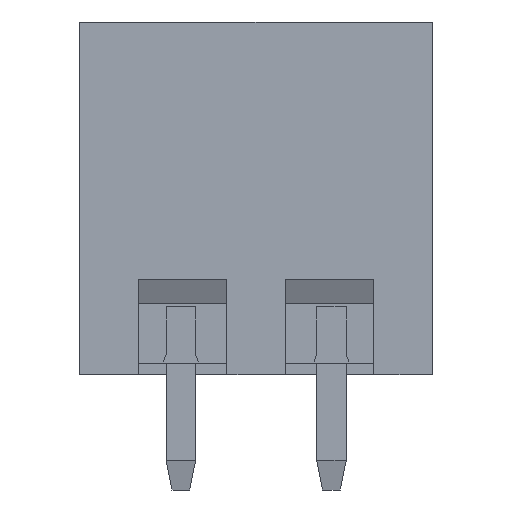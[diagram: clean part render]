
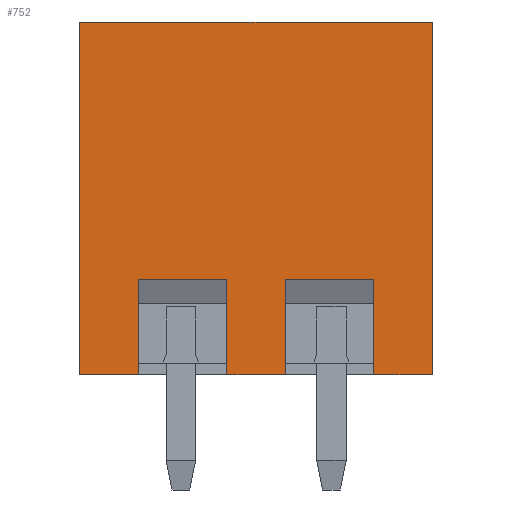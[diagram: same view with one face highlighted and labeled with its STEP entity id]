
A CAD part, front view. The second image highlights one B-rep face of the part: STEP entity #752.
In plain terms, the highlighted planar face has unit normal (0, -1, 0).
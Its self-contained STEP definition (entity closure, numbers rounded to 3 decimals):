
#537 = EDGE_CURVE('',#538,#540,#542,.T.);
#538 = VERTEX_POINT('',#539);
#539 = CARTESIAN_POINT('',(3.98,-3.825,3.239));
#540 = VERTEX_POINT('',#541);
#541 = CARTESIAN_POINT('',(3.98,-3.825,0.));
#542 = LINE('',#543,#544);
#543 = CARTESIAN_POINT('',(3.98,-3.825,6.34));
#544 = VECTOR('',#545,1.);
#545 = DIRECTION('',(0.,0.,-1.));
#643 = EDGE_CURVE('',#644,#646,#648,.T.);
#644 = VERTEX_POINT('',#645);
#645 = CARTESIAN_POINT('',(0.99,-3.825,3.239));
#646 = VERTEX_POINT('',#647);
#647 = CARTESIAN_POINT('',(0.99,-3.825,0.));
#648 = LINE('',#649,#650);
#649 = CARTESIAN_POINT('',(0.99,-3.825,6.34));
#650 = VECTOR('',#651,1.);
#651 = DIRECTION('',(0.,0.,-1.));
#711 = EDGE_CURVE('',#538,#644,#712,.T.);
#712 = LINE('',#713,#714);
#713 = CARTESIAN_POINT('',(3.48,-3.825,3.239));
#714 = VECTOR('',#715,1.);
#715 = DIRECTION('',(-1.,0.,0.));
#752 = ADVANCED_FACE('',(#753),#828,.T.);
#753 = FACE_BOUND('',#754,.T.);
#754 = EDGE_LOOP('',(#755,#765,#773,#781,#789,#797,#805,#813,#819,#820,
    #821,#822));
#755 = ORIENTED_EDGE('',*,*,#756,.F.);
#756 = EDGE_CURVE('',#757,#759,#761,.T.);
#757 = VERTEX_POINT('',#758);
#758 = CARTESIAN_POINT('',(5.97,-3.825,11.95));
#759 = VERTEX_POINT('',#760);
#760 = CARTESIAN_POINT('',(5.97,-3.825,0.));
#761 = LINE('',#762,#763);
#762 = CARTESIAN_POINT('',(5.97,-3.825,11.95));
#763 = VECTOR('',#764,1.);
#764 = DIRECTION('',(0.,0.,-1.));
#765 = ORIENTED_EDGE('',*,*,#766,.T.);
#766 = EDGE_CURVE('',#757,#767,#769,.T.);
#767 = VERTEX_POINT('',#768);
#768 = CARTESIAN_POINT('',(-5.98,-3.825,11.95));
#769 = LINE('',#770,#771);
#770 = CARTESIAN_POINT('',(5.97,-3.825,11.95));
#771 = VECTOR('',#772,1.);
#772 = DIRECTION('',(-1.,0.,0.));
#773 = ORIENTED_EDGE('',*,*,#774,.T.);
#774 = EDGE_CURVE('',#767,#775,#777,.T.);
#775 = VERTEX_POINT('',#776);
#776 = CARTESIAN_POINT('',(-5.98,-3.825,0.));
#777 = LINE('',#778,#779);
#778 = CARTESIAN_POINT('',(-5.98,-3.825,11.95));
#779 = VECTOR('',#780,1.);
#780 = DIRECTION('',(0.,0.,-1.));
#781 = ORIENTED_EDGE('',*,*,#782,.F.);
#782 = EDGE_CURVE('',#783,#775,#785,.T.);
#783 = VERTEX_POINT('',#784);
#784 = CARTESIAN_POINT('',(-3.98,-3.825,0.));
#785 = LINE('',#786,#787);
#786 = CARTESIAN_POINT('',(5.97,-3.825,0.));
#787 = VECTOR('',#788,1.);
#788 = DIRECTION('',(-1.,0.,0.));
#789 = ORIENTED_EDGE('',*,*,#790,.F.);
#790 = EDGE_CURVE('',#791,#783,#793,.T.);
#791 = VERTEX_POINT('',#792);
#792 = CARTESIAN_POINT('',(-3.98,-3.825,3.239));
#793 = LINE('',#794,#795);
#794 = CARTESIAN_POINT('',(-3.98,-3.825,6.34));
#795 = VECTOR('',#796,1.);
#796 = DIRECTION('',(0.,0.,-1.));
#797 = ORIENTED_EDGE('',*,*,#798,.T.);
#798 = EDGE_CURVE('',#791,#799,#801,.T.);
#799 = VERTEX_POINT('',#800);
#800 = CARTESIAN_POINT('',(-0.99,-3.825,3.239));
#801 = LINE('',#802,#803);
#802 = CARTESIAN_POINT('',(2.49,-3.825,3.239));
#803 = VECTOR('',#804,1.);
#804 = DIRECTION('',(1.,0.,0.));
#805 = ORIENTED_EDGE('',*,*,#806,.T.);
#806 = EDGE_CURVE('',#799,#807,#809,.T.);
#807 = VERTEX_POINT('',#808);
#808 = CARTESIAN_POINT('',(-0.99,-3.825,0.));
#809 = LINE('',#810,#811);
#810 = CARTESIAN_POINT('',(-0.99,-3.825,6.34));
#811 = VECTOR('',#812,1.);
#812 = DIRECTION('',(0.,0.,-1.));
#813 = ORIENTED_EDGE('',*,*,#814,.F.);
#814 = EDGE_CURVE('',#646,#807,#815,.T.);
#815 = LINE('',#816,#817);
#816 = CARTESIAN_POINT('',(5.97,-3.825,0.));
#817 = VECTOR('',#818,1.);
#818 = DIRECTION('',(-1.,0.,0.));
#819 = ORIENTED_EDGE('',*,*,#643,.F.);
#820 = ORIENTED_EDGE('',*,*,#711,.F.);
#821 = ORIENTED_EDGE('',*,*,#537,.T.);
#822 = ORIENTED_EDGE('',*,*,#823,.F.);
#823 = EDGE_CURVE('',#759,#540,#824,.T.);
#824 = LINE('',#825,#826);
#825 = CARTESIAN_POINT('',(5.97,-3.825,0.));
#826 = VECTOR('',#827,1.);
#827 = DIRECTION('',(-1.,0.,0.));
#828 = PLANE('',#829);
#829 = AXIS2_PLACEMENT_3D('',#830,#831,#832);
#830 = CARTESIAN_POINT('',(5.97,-3.825,11.95));
#831 = DIRECTION('',(0.,-1.,0.));
#832 = DIRECTION('',(0.,0.,-1.));
